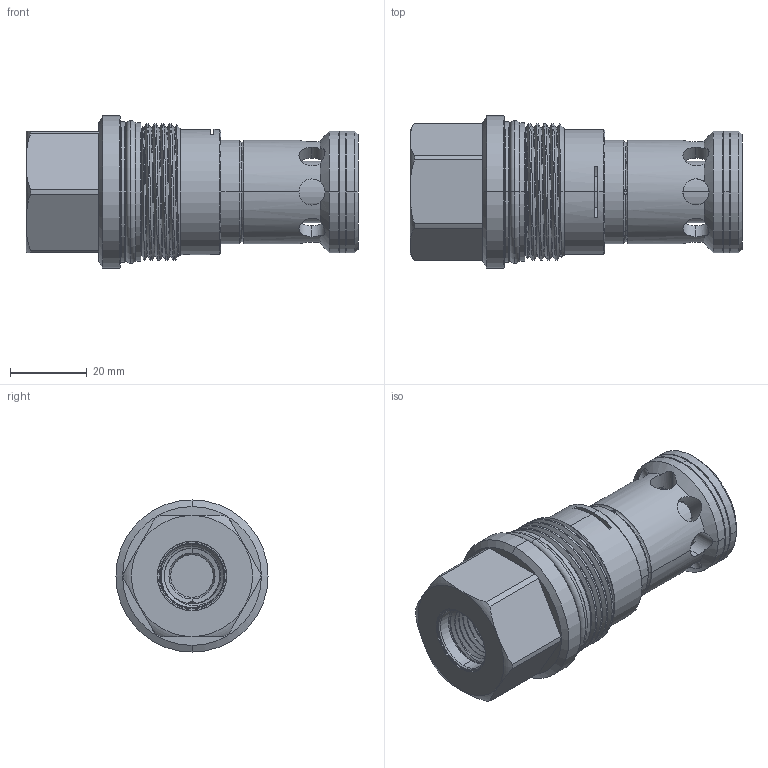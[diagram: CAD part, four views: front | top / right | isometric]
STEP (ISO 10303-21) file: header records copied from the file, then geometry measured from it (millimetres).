
FILE_DESCRIPTION (( 'STEP AP203' ), '1' );
FILE_NAME ('RP16A2G-8.STEP', '2016-08-02T03:10:26', ( '' ), ( '' ), 'SwSTEP 2.0', 'SolidWorks 2012', '' );
FILE_SCHEMA (( 'CONFIG_CONTROL_DESIGN' ));
Length unit declared in the file: millimetre
Products named in the file (1): RP16A2G-8
Bounding box: 86.57 x 39.67 x 39.67 mm (x, y, z)
Volume: 63009.9 mm3; surface area: 17037.1 mm2
Topology: 2 solids, 3 shells, 218 faces, 575 edges, 363 vertices
Faces by surface type: cylinder 104, cone 44, plane 38, torus 22, bspline 6, sphere 4
Entity records: 10146 total; most frequent: CARTESIAN_POINT 4905, ORIENTED_EDGE 1150, DIRECTION 1037, EDGE_CURVE 575, AXIS2_PLACEMENT_3D 435, VERTEX_POINT 363, EDGE_LOOP 236, CIRCLE 222
